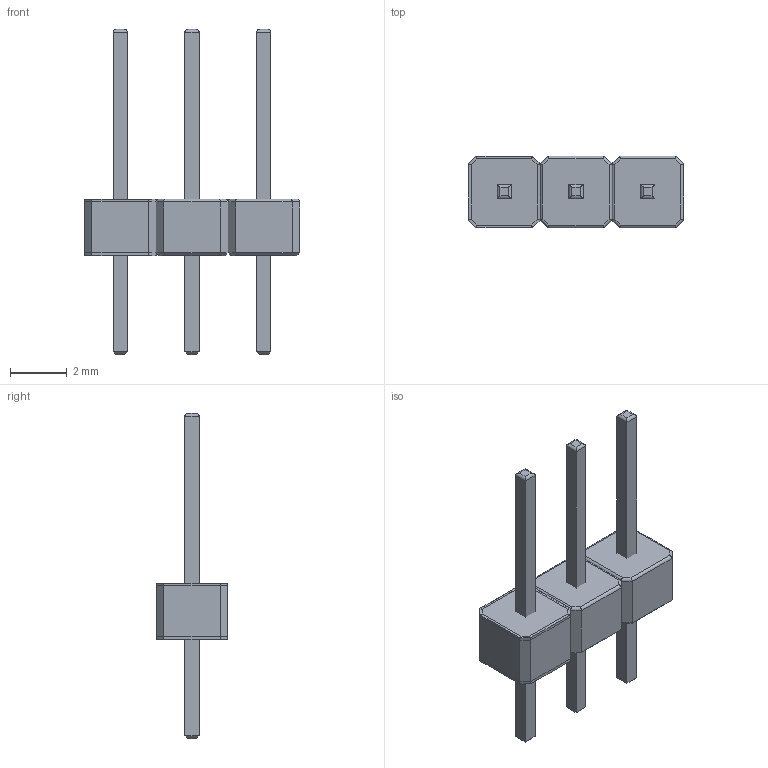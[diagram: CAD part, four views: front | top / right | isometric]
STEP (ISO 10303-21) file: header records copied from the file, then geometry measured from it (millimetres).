
FILE_DESCRIPTION(('FreeCAD Model'),'2;1');
FILE_NAME( 'Barra Simples 3.step', '2020-10-26T15:24:43',('Author'),(''), 'Open CASCADE STEP processor 7.3','FreeCAD','Unknown');
FILE_SCHEMA(('AUTOMOTIVE_DESIGN { 1 0 10303 214 1 1 1 1 }'));
Length unit declared in the file: millimetre
Products named in the file (3): Isolante; Array; Array001
Bounding box: 7.62 x 2.54 x 11.5 mm (x, y, z)
Volume: 58.8 mm3; surface area: 193.5 mm2
Topology: 7 solids, 7 shells, 130 faces, 276 edges, 160 vertices
Faces by surface type: plane 94, cylinder 36
Entity records: 3446 total; most frequent: DIRECTION 574, CARTESIAN_POINT 567, ORIENTED_EDGE 552, EDGE_CURVE 276, LINE 240, VECTOR 240, AXIS2_PLACEMENT_3D 167, VERTEX_POINT 160
